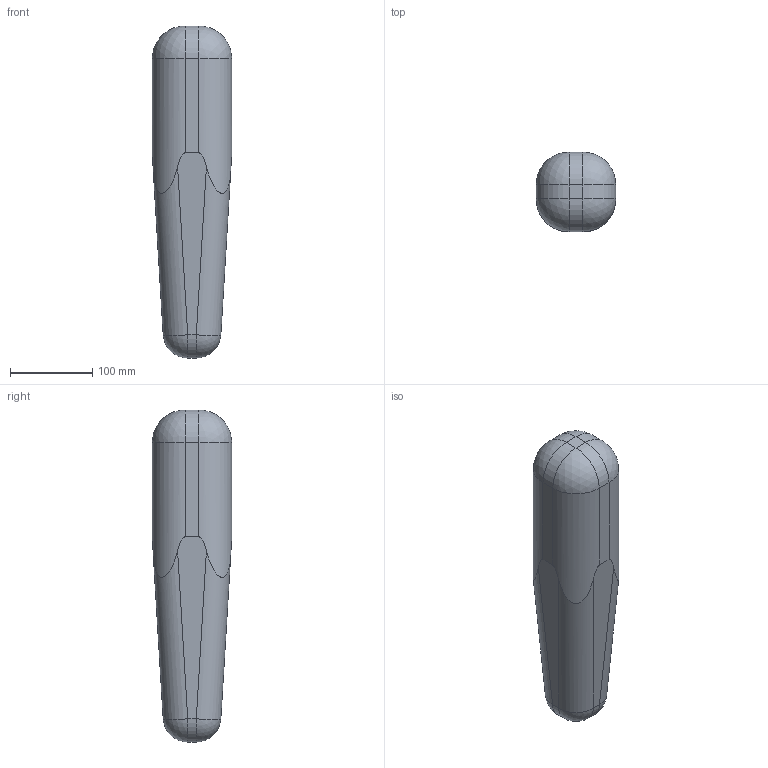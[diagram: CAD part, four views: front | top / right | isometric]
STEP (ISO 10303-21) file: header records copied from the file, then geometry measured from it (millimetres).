
FILE_DESCRIPTION((''),'2;1');
FILE_NAME('RSHANK','2019-07-19T12:28:31',('joelb'),(''),'CREO PARAMETRIC BY PTC INC, 2017260','CREO PARAMETRIC BY PTC INC, 2017260','');
FILE_SCHEMA(('CONFIG_CONTROL_DESIGN'));
Length unit declared in the file: metre
Products named in the file (1): RSHANK
Bounding box: 97 x 97 x 404.64 mm (x, y, z)
Volume: 2618089.2 mm3; surface area: 121184.9 mm2
Topology: 1 solids, 1 shells, 34 faces, 72 edges, 40 vertices
Faces by surface type: cylinder 16, plane 10, sphere 8
Entity records: 1040 total; most frequent: CARTESIAN_POINT 284, DIRECTION 152, ORIENTED_EDGE 144, EDGE_CURVE 72, AXIS2_PLACEMENT_3D 58, VERTEX_POINT 40, VECTOR 36, LINE 36
